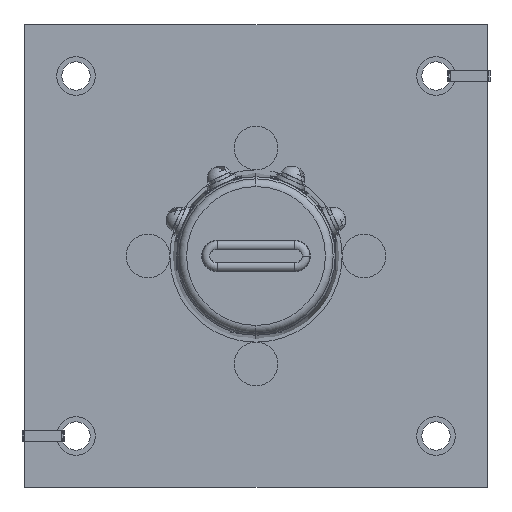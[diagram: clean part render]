
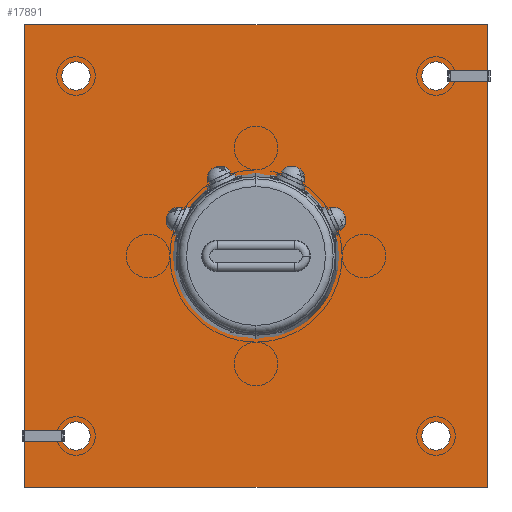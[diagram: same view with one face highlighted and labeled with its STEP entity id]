
A CAD part, front view. The second image highlights one B-rep face of the part: STEP entity #17891.
In plain terms, the highlighted planar face has unit normal (0, -1, 0).
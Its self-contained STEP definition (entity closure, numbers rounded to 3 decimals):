
#5 = CIRCLE ( 'NONE', #16034, 5.5 ) ;
#7 = CIRCLE ( 'NONE', #15990, 5.5 ) ;
#8 = CIRCLE ( 'NONE', #15983, 31. ) ;
#63 = CARTESIAN_POINT ( 'NONE',  ( 90., -7., 90. ) ) ;
#70 = CARTESIAN_POINT ( 'NONE',  ( -90., -7., -90. ) ) ;
#72 = CARTESIAN_POINT ( 'NONE',  ( 0., -7., -31. ) ) ;
#103 = CARTESIAN_POINT ( 'NONE',  ( 70., -7., 64.5 ) ) ;
#1423 = CARTESIAN_POINT ( 'NONE',  ( -70., -7., 64.5 ) ) ;
#1431 = CARTESIAN_POINT ( 'NONE',  ( -70., -7., -64.5 ) ) ;
#1445 = CARTESIAN_POINT ( 'NONE',  ( 70., -7., -64.5 ) ) ;
#1453 = CARTESIAN_POINT ( 'NONE',  ( -70., -7., -75.5 ) ) ;
#1460 = CARTESIAN_POINT ( 'NONE',  ( 70., -7., -75.5 ) ) ;
#1473 = CARTESIAN_POINT ( 'NONE',  ( 0., -7., 31. ) ) ;
#1482 = CARTESIAN_POINT ( 'NONE',  ( 90., -7., -90. ) ) ;
#1488 = CARTESIAN_POINT ( 'NONE',  ( 70., -7., 75.5 ) ) ;
#1493 = CARTESIAN_POINT ( 'NONE',  ( -90., -7., 90. ) ) ;
#1494 = CARTESIAN_POINT ( 'NONE',  ( -70., -7., 75.5 ) ) ;
#3327 = PLANE ( 'NONE',  #24799 ) ;
#3329 = DIRECTION ( 'NONE',  ( 0., 0., -1. ) ) ;
#3359 = CARTESIAN_POINT ( 'NONE',  ( 90., -7., -90. ) ) ;
#3375 = DIRECTION ( 'NONE',  ( 0., -1., 0. ) ) ;
#12166 = CIRCLE ( 'NONE', #16170, 5.5 ) ;
#12175 = VECTOR ( 'NONE', #20647, 1000. ) ;
#12209 = LINE ( 'NONE', #20664, #12175 ) ;
#14042 = EDGE_LOOP ( 'NONE', ( #14129, #14189, #14155, #14165 ) ) ;
#14044 = EDGE_LOOP ( 'NONE', ( #14180, #14167 ) ) ;
#14047 = EDGE_LOOP ( 'NONE', ( #14183, #14192 ) ) ;
#14059 = EDGE_LOOP ( 'NONE', ( #14143, #14138 ) ) ;
#14060 = EDGE_LOOP ( 'NONE', ( #14179, #14196 ) ) ;
#14062 = EDGE_LOOP ( 'NONE', ( #14188, #14154 ) ) ;
#14129 = ORIENTED_EDGE ( 'NONE', *, *, #16744, .F. ) ;
#14138 = ORIENTED_EDGE ( 'NONE', *, *, #16804, .F. ) ;
#14143 = ORIENTED_EDGE ( 'NONE', *, *, #16579, .F. ) ;
#14154 = ORIENTED_EDGE ( 'NONE', *, *, #16772, .F. ) ;
#14155 = ORIENTED_EDGE ( 'NONE', *, *, #16863, .F. ) ;
#14165 = ORIENTED_EDGE ( 'NONE', *, *, #16560, .F. ) ;
#14167 = ORIENTED_EDGE ( 'NONE', *, *, #16906, .F. ) ;
#14179 = ORIENTED_EDGE ( 'NONE', *, *, #16599, .F. ) ;
#14180 = ORIENTED_EDGE ( 'NONE', *, *, #16685, .F. ) ;
#14183 = ORIENTED_EDGE ( 'NONE', *, *, #16655, .F. ) ;
#14188 = ORIENTED_EDGE ( 'NONE', *, *, #16651, .F. ) ;
#14189 = ORIENTED_EDGE ( 'NONE', *, *, #16900, .F. ) ;
#14192 = ORIENTED_EDGE ( 'NONE', *, *, #16878, .F. ) ;
#14196 = ORIENTED_EDGE ( 'NONE', *, *, #16874, .F. ) ;
#15983 = AXIS2_PLACEMENT_3D ( 'NONE', #21579, #21592, #21594 ) ;
#15990 = AXIS2_PLACEMENT_3D ( 'NONE', #21605, #21577, #21606 ) ;
#15999 = AXIS2_PLACEMENT_3D ( 'NONE', #21623, #21644, #21624 ) ;
#16034 = AXIS2_PLACEMENT_3D ( 'NONE', #21490, #21508, #21553 ) ;
#16062 = AXIS2_PLACEMENT_3D ( 'NONE', #21525, #21482, #21501 ) ;
#16152 = AXIS2_PLACEMENT_3D ( 'NONE', #21729, #21710, #21746 ) ;
#16170 = AXIS2_PLACEMENT_3D ( 'NONE', #20699, #20686, #20692 ) ;
#16184 = AXIS2_PLACEMENT_3D ( 'NONE', #20675, #20661, #20667 ) ;
#16227 = AXIS2_PLACEMENT_3D ( 'NONE', #20669, #20648, #20672 ) ;
#16232 = AXIS2_PLACEMENT_3D ( 'NONE', #21780, #21793, #21764 ) ;
#16560 = EDGE_CURVE ( 'NONE', #25512, #25519, #38341, .T. ) ;
#16579 = EDGE_CURVE ( 'NONE', #25433, #25440, #38285, .T. ) ;
#16599 = EDGE_CURVE ( 'NONE', #25475, #25471, #5, .T. ) ;
#16651 = EDGE_CURVE ( 'NONE', #25477, #25517, #8, .T. ) ;
#16655 = EDGE_CURVE ( 'NONE', #25505, #25432, #7, .T. ) ;
#16685 = EDGE_CURVE ( 'NONE', #25493, #25515, #17680, .T. ) ;
#16744 = EDGE_CURVE ( 'NONE', #25520, #25512, #22580, .T. ) ;
#16772 = EDGE_CURVE ( 'NONE', #25517, #25477, #42906, .T. ) ;
#16804 = EDGE_CURVE ( 'NONE', #25440, #25433, #42850, .T. ) ;
#16863 = EDGE_CURVE ( 'NONE', #25519, #25500, #42893, .T. ) ;
#16874 = EDGE_CURVE ( 'NONE', #25471, #25475, #42881, .T. ) ;
#16878 = EDGE_CURVE ( 'NONE', #25432, #25505, #38297, .T. ) ;
#16900 = EDGE_CURVE ( 'NONE', #25500, #25520, #12209, .T. ) ;
#16906 = EDGE_CURVE ( 'NONE', #25515, #25493, #12166, .T. ) ;
#17680 = CIRCLE ( 'NONE', #15999, 5.5 ) ;
#17891 = ADVANCED_FACE ( 'NONE', ( #44208, #44176, #44212, #44199, #44213, #44205 ), #3327, .T. ) ;
#20647 = DIRECTION ( 'NONE',  ( 1., 0., 0. ) ) ;
#20648 = DIRECTION ( 'NONE',  ( 0., -1., 0. ) ) ;
#20661 = DIRECTION ( 'NONE',  ( 0., -1., 0. ) ) ;
#20664 = CARTESIAN_POINT ( 'NONE',  ( -90., -7., 90. ) ) ;
#20667 = DIRECTION ( 'NONE',  ( 0., 0., -1. ) ) ;
#20669 = CARTESIAN_POINT ( 'NONE',  ( 70., -7., -70. ) ) ;
#20672 = DIRECTION ( 'NONE',  ( 0., 0., -1. ) ) ;
#20675 = CARTESIAN_POINT ( 'NONE',  ( -70., -7., 70. ) ) ;
#20686 = DIRECTION ( 'NONE',  ( 0., -1., 0. ) ) ;
#20692 = DIRECTION ( 'NONE',  ( 0., 0., -1. ) ) ;
#20699 = CARTESIAN_POINT ( 'NONE',  ( 70., -7., 70. ) ) ;
#21482 = DIRECTION ( 'NONE',  ( 0., -1., 0. ) ) ;
#21484 = CARTESIAN_POINT ( 'NONE',  ( -90., -7., -90. ) ) ;
#21490 = CARTESIAN_POINT ( 'NONE',  ( 70., -7., -70. ) ) ;
#21499 = DIRECTION ( 'NONE',  ( -1., 0., 0. ) ) ;
#21501 = DIRECTION ( 'NONE',  ( 0., 0., -1. ) ) ;
#21508 = DIRECTION ( 'NONE',  ( 0., -1., 0. ) ) ;
#21525 = CARTESIAN_POINT ( 'NONE',  ( -70., -7., -70. ) ) ;
#21553 = DIRECTION ( 'NONE',  ( 0., 0., -1. ) ) ;
#21577 = DIRECTION ( 'NONE',  ( 0., -1., 0. ) ) ;
#21579 = CARTESIAN_POINT ( 'NONE',  ( 0., -7., 0. ) ) ;
#21592 = DIRECTION ( 'NONE',  ( 0., -1., 0. ) ) ;
#21594 = DIRECTION ( 'NONE',  ( 0., 0., -1. ) ) ;
#21605 = CARTESIAN_POINT ( 'NONE',  ( -70., -7., 70. ) ) ;
#21606 = DIRECTION ( 'NONE',  ( 0., 0., -1. ) ) ;
#21623 = CARTESIAN_POINT ( 'NONE',  ( 70., -7., 70. ) ) ;
#21624 = DIRECTION ( 'NONE',  ( 0., 0., -1. ) ) ;
#21644 = DIRECTION ( 'NONE',  ( 0., -1., 0. ) ) ;
#21672 = CARTESIAN_POINT ( 'NONE',  ( 90., -7., 90. ) ) ;
#21707 = DIRECTION ( 'NONE',  ( 0., 0., -1. ) ) ;
#21710 = DIRECTION ( 'NONE',  ( 0., -1., 0. ) ) ;
#21729 = CARTESIAN_POINT ( 'NONE',  ( 0., -7., 0. ) ) ;
#21746 = DIRECTION ( 'NONE',  ( 0., 0., -1. ) ) ;
#21764 = DIRECTION ( 'NONE',  ( 0., 0., -1. ) ) ;
#21780 = CARTESIAN_POINT ( 'NONE',  ( -70., -7., -70. ) ) ;
#21793 = DIRECTION ( 'NONE',  ( 0., -1., 0. ) ) ;
#21826 = CARTESIAN_POINT ( 'NONE',  ( -90., -7., 90. ) ) ;
#21858 = DIRECTION ( 'NONE',  ( 0., 0., 1. ) ) ;
#22579 = VECTOR ( 'NONE', #21707, 1000. ) ;
#22580 = LINE ( 'NONE', #21672, #22579 ) ;
#24799 = AXIS2_PLACEMENT_3D ( 'NONE', #3359, #3375, #3329 ) ;
#25432 = VERTEX_POINT ( 'NONE', #1423 ) ;
#25433 = VERTEX_POINT ( 'NONE', #1431 ) ;
#25440 = VERTEX_POINT ( 'NONE', #1453 ) ;
#25471 = VERTEX_POINT ( 'NONE', #1460 ) ;
#25475 = VERTEX_POINT ( 'NONE', #1445 ) ;
#25477 = VERTEX_POINT ( 'NONE', #1473 ) ;
#25493 = VERTEX_POINT ( 'NONE', #1488 ) ;
#25500 = VERTEX_POINT ( 'NONE', #1493 ) ;
#25505 = VERTEX_POINT ( 'NONE', #1494 ) ;
#25512 = VERTEX_POINT ( 'NONE', #1482 ) ;
#25515 = VERTEX_POINT ( 'NONE', #103 ) ;
#25517 = VERTEX_POINT ( 'NONE', #72 ) ;
#25519 = VERTEX_POINT ( 'NONE', #70 ) ;
#25520 = VERTEX_POINT ( 'NONE', #63 ) ;
#38285 = CIRCLE ( 'NONE', #16062, 5.5 ) ;
#38297 = CIRCLE ( 'NONE', #16184, 5.5 ) ;
#38341 = LINE ( 'NONE', #21484, #38358 ) ;
#38358 = VECTOR ( 'NONE', #21499, 1000. ) ;
#42850 = CIRCLE ( 'NONE', #16232, 5.5 ) ;
#42881 = CIRCLE ( 'NONE', #16227, 5.5 ) ;
#42893 = LINE ( 'NONE', #21826, #42896 ) ;
#42896 = VECTOR ( 'NONE', #21858, 1000. ) ;
#42906 = CIRCLE ( 'NONE', #16152, 31. ) ;
#44176 = FACE_BOUND ( 'NONE', #14060, .T. ) ;
#44199 = FACE_BOUND ( 'NONE', #14047, .T. ) ;
#44205 = FACE_OUTER_BOUND ( 'NONE', #14042, .T. ) ;
#44208 = FACE_BOUND ( 'NONE', #14059, .T. ) ;
#44212 = FACE_BOUND ( 'NONE', #14044, .T. ) ;
#44213 = FACE_BOUND ( 'NONE', #14062, .T. ) ;
